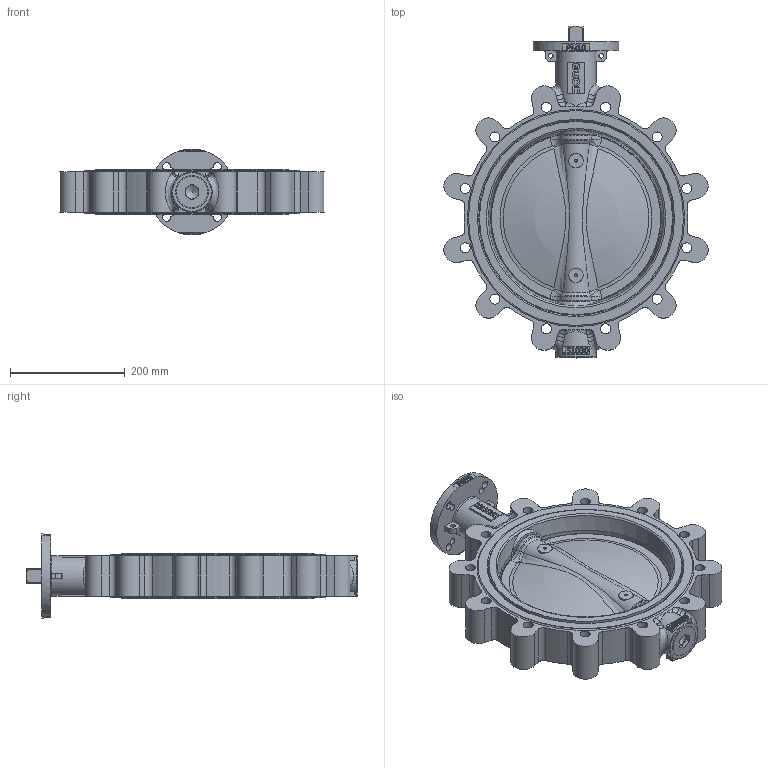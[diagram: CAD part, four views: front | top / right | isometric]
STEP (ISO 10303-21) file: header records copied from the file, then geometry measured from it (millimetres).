
FILE_DESCRIPTION(/* description */ (''),/* implementation_level */ '2;1');
FILE_NAME(/* name */ '6820-DN300-PN10.stp',/* time_stamp */ '2017-05-11T11:52:46+02:00',/* author */ ('nils.martens'),/* organization */ (''),/* preprocessor_version */ 'ST-DEVELOPER v16.5',/* originating_system */ 'Autodesk Inventor 2017',/* authorisation */ '');
FILE_SCHEMA (('AUTOMOTIVE_DESIGN { 1 0 10303 214 3 1 1 }'));
Products named in the file (1): 6820-DN300
Bounding box: 460.92 x 579 x 150 mm (x, y, z)
Volume: 6997842.7 mm3; surface area: 721384.4 mm2
Topology: 1 solids, 7 shells, 806 faces, 2091 edges, 1336 vertices
Faces by surface type: plane 319, bspline 244, cylinder 154, torus 53, cone 26, sphere 10
Full cylindrical faces by diameter (mm): 5 x1, 8 x2, 17.5 x12, 27.4 x1, 37.5 x1, 40 x6, 48 x2, 55 x1, 57 x1, 58 x1, 70 x2, 150 x1, 337 x2, 340 x2, 375 x2
Entity records: 43599 total; most frequent: CARTESIAN_POINT 24696, ORIENTED_EDGE 4016, DIRECTION 3199, EDGE_CURVE 2006, VERTEX_POINT 1315, AXIS2_PLACEMENT_3D 1156, EDGE_LOOP 959, LINE 887
